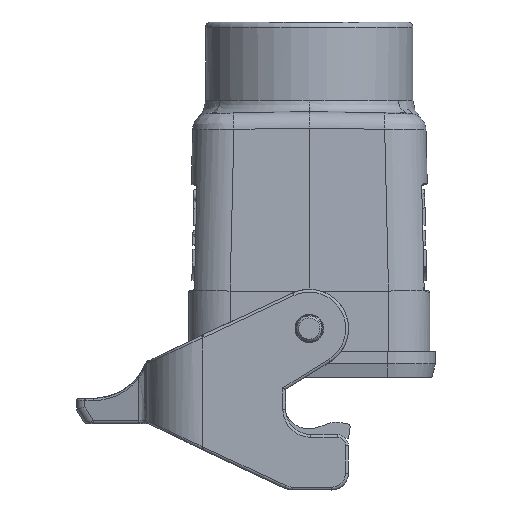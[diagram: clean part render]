
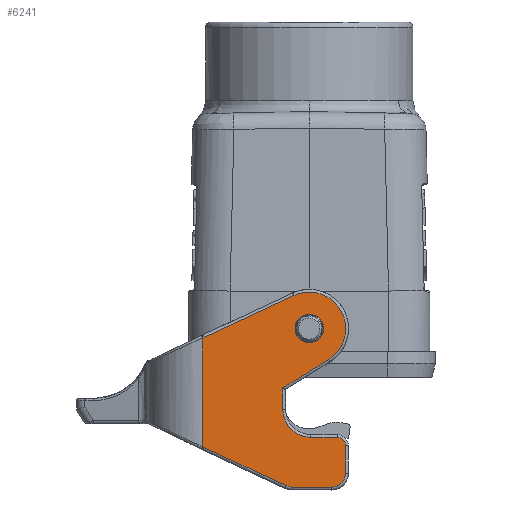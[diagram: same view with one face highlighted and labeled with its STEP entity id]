
A CAD part, left-side view. The second image highlights one B-rep face of the part: STEP entity #6241.
In plain terms, the highlighted planar face has unit normal (-1, 0, 0).
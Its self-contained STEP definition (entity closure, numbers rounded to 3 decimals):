
#5347=FACE_BOUND('',#8303,.T.);
#5348=FACE_BOUND('',#8304,.T.);
#5707=CIRCLE('',#23099,2.55);
#5755=CIRCLE('',#23353,5.);
#5760=CIRCLE('',#23362,1.5);
#5764=CIRCLE('',#23368,2.5);
#5768=CIRCLE('',#23374,2.5);
#5782=CIRCLE('',#23403,6.5);
#6241=ADVANCED_FACE('',(#5347,#5348),#6958,.T.);
#6958=PLANE('',#23404);
#8303=EDGE_LOOP('',(#10413));
#8304=EDGE_LOOP('',(#10414,#10415,#10416,#10417,#10418,#10419,#10420,#10421,
#10422,#10423,#10424,#10425,#10426,#10427,#10428));
#10413=ORIENTED_EDGE('',*,*,#14649,.T.);
#10414=ORIENTED_EDGE('',*,*,#15146,.T.);
#10415=ORIENTED_EDGE('',*,*,#15147,.T.);
#10416=ORIENTED_EDGE('',*,*,#15148,.T.);
#10417=ORIENTED_EDGE('',*,*,#15149,.T.);
#10418=ORIENTED_EDGE('',*,*,#15150,.T.);
#10419=ORIENTED_EDGE('',*,*,#15151,.T.);
#10420=ORIENTED_EDGE('',*,*,#15088,.T.);
#10421=ORIENTED_EDGE('',*,*,#15085,.T.);
#10422=ORIENTED_EDGE('',*,*,#15082,.T.);
#10423=ORIENTED_EDGE('',*,*,#15078,.T.);
#10424=ORIENTED_EDGE('',*,*,#15074,.T.);
#10425=ORIENTED_EDGE('',*,*,#15070,.T.);
#10426=ORIENTED_EDGE('',*,*,#15066,.T.);
#10427=ORIENTED_EDGE('',*,*,#15062,.T.);
#10428=ORIENTED_EDGE('',*,*,#15058,.T.);
#13219=VERTEX_POINT('',#30184);
#13500=VERTEX_POINT('',#31306);
#13501=VERTEX_POINT('',#31308);
#13503=VERTEX_POINT('',#31316);
#13505=VERTEX_POINT('',#31332);
#13507=VERTEX_POINT('',#31357);
#13509=VERTEX_POINT('',#31424);
#13511=VERTEX_POINT('',#31449);
#13512=VERTEX_POINT('',#31469);
#13513=VERTEX_POINT('',#31475);
#13514=VERTEX_POINT('',#31506);
#13546=VERTEX_POINT('',#32115);
#13547=VERTEX_POINT('',#32117);
#13548=VERTEX_POINT('',#32119);
#13549=VERTEX_POINT('',#32121);
#13550=VERTEX_POINT('',#32126);
#14649=EDGE_CURVE('',#13219,#13219,#5707,.T.);
#15058=EDGE_CURVE('',#13501,#13500,#5755,.T.);
#15062=EDGE_CURVE('',#13503,#13501,#18831,.T.);
#15066=EDGE_CURVE('',#13505,#13503,#5760,.T.);
#15070=EDGE_CURVE('',#13507,#13505,#18832,.T.);
#15074=EDGE_CURVE('',#13509,#13507,#5764,.T.);
#15078=EDGE_CURVE('',#13511,#13509,#18833,.T.);
#15082=EDGE_CURVE('',#13512,#13511,#5768,.T.);
#15085=EDGE_CURVE('',#13513,#13512,#18834,.T.);
#15088=EDGE_CURVE('',#13514,#13513,#16771,.T.);
#15146=EDGE_CURVE('',#13500,#13546,#18853,.T.);
#15147=EDGE_CURVE('',#13546,#13547,#18854,.T.);
#15148=EDGE_CURVE('',#13547,#13548,#5782,.T.);
#15149=EDGE_CURVE('',#13548,#13549,#18855,.T.);
#15150=EDGE_CURVE('',#13549,#13550,#16799,.T.);
#15151=EDGE_CURVE('',#13550,#13514,#18856,.T.);
#16771=B_SPLINE_CURVE_WITH_KNOTS('',3,(#31502,#31503,#31504,#31505),
 .UNSPECIFIED.,.F.,.F.,(4,4),(0.,1.),.UNSPECIFIED.);
#16799=B_SPLINE_CURVE_WITH_KNOTS('',3,(#32122,#32123,#32124,#32125),
 .UNSPECIFIED.,.F.,.F.,(4,4),(0.,1.),.UNSPECIFIED.);
#18831=LINE('',#31315,#20287);
#18832=LINE('',#31356,#20288);
#18833=LINE('',#31448,#20289);
#18834=LINE('',#31474,#20290);
#18853=LINE('',#32114,#20309);
#18854=LINE('',#32116,#20310);
#18855=LINE('',#32120,#20311);
#18856=LINE('',#32127,#20312);
#20287=VECTOR('',#25628,1.);
#20288=VECTOR('',#25641,1.);
#20289=VECTOR('',#25654,1.);
#20290=VECTOR('',#25671,1.);
#20309=VECTOR('',#25738,1.);
#20310=VECTOR('',#25739,1.);
#20311=VECTOR('',#25742,1.);
#20312=VECTOR('',#25743,1.);
#23099=AXIS2_PLACEMENT_3D('',#30183,#24868,#24869);
#23353=AXIS2_PLACEMENT_3D('',#31307,#25616,#25617);
#23362=AXIS2_PLACEMENT_3D('',#31331,#25635,#25636);
#23368=AXIS2_PLACEMENT_3D('',#31423,#25648,#25649);
#23374=AXIS2_PLACEMENT_3D('',#31468,#25661,#25662);
#23403=AXIS2_PLACEMENT_3D('',#32118,#25740,#25741);
#23404=AXIS2_PLACEMENT_3D('',#32128,#25744,#25745);
#24868=DIRECTION('',(1.,0.,0.));
#24869=DIRECTION('',(0.,-1.,-0.001));
#25616=DIRECTION('',(1.,0.,0.));
#25617=DIRECTION('',(0.,1.,0.001));
#25628=DIRECTION('',(0.,1.,0.001));
#25635=DIRECTION('',(-1.,0.,0.));
#25636=DIRECTION('',(0.,1.,0.001));
#25641=DIRECTION('',(0.,-0.001,1.));
#25648=DIRECTION('',(-1.,0.,0.));
#25649=DIRECTION('',(0.,1.,0.001));
#25654=DIRECTION('',(0.,-1.,-0.001));
#25661=DIRECTION('',(-1.,0.,0.));
#25662=DIRECTION('',(0.,1.,0.001));
#25671=DIRECTION('',(0.,-0.906,-0.424));
#25738=DIRECTION('',(0.,-0.001,1.));
#25739=DIRECTION('',(0.,-0.849,0.529));
#25740=DIRECTION('',(-1.,0.,0.));
#25741=DIRECTION('',(0.,-0.529,-0.849));
#25742=DIRECTION('',(0.,0.907,-0.421));
#25743=DIRECTION('',(0.,0.001,-1.));
#25744=DIRECTION('',(-1.,0.,0.));
#25745=DIRECTION('',(0.,-1.,-0.001));
#30183=CARTESIAN_POINT('',(-54.4,0.,-2.85));
#30184=CARTESIAN_POINT('',(-54.4,-2.55,-2.853));
#31306=CARTESIAN_POINT('',(-54.4,4.719,-17.244));
#31307=CARTESIAN_POINT('',(-54.4,-0.281,-17.25));
#31308=CARTESIAN_POINT('',(-54.4,-0.274,-22.25));
#31315=CARTESIAN_POINT('',(-54.4,20.026,-22.223));
#31316=CARTESIAN_POINT('',(-54.4,-4.974,-22.257));
#31331=CARTESIAN_POINT('',(-54.4,-4.972,-23.757));
#31332=CARTESIAN_POINT('',(-54.4,-6.472,-23.759));
#31356=CARTESIAN_POINT('',(-54.4,-6.46,-32.554));
#31357=CARTESIAN_POINT('',(-54.4,-6.466,-28.659));
#31423=CARTESIAN_POINT('',(-54.4,-3.966,-28.655));
#31424=CARTESIAN_POINT('',(-54.4,-3.962,-31.155));
#31448=CARTESIAN_POINT('',(-54.4,20.038,-31.123));
#31449=CARTESIAN_POINT('',(-54.4,3.067,-31.146));
#31468=CARTESIAN_POINT('',(-54.4,3.064,-28.646));
#31469=CARTESIAN_POINT('',(-54.4,4.124,-30.91));
#31474=CARTESIAN_POINT('',(-54.4,16.563,-25.089));
#31475=CARTESIAN_POINT('',(-54.4,18.817,-24.035));
#31502=CARTESIAN_POINT('',(-54.4,19.028,-23.932));
#31503=CARTESIAN_POINT('',(-54.4,18.958,-23.966));
#31504=CARTESIAN_POINT('',(-54.4,18.887,-24.));
#31505=CARTESIAN_POINT('',(-54.4,18.817,-24.035));
#31506=CARTESIAN_POINT('',(-54.4,19.028,-23.93));
#32114=CARTESIAN_POINT('',(-54.4,4.719,-17.244));
#32115=CARTESIAN_POINT('',(-54.4,4.714,-13.445));
#32116=CARTESIAN_POINT('',(-54.4,4.714,-13.445));
#32117=CARTESIAN_POINT('',(-54.4,-3.437,-8.367));
#32118=CARTESIAN_POINT('',(-54.4,0.,-2.85));
#32119=CARTESIAN_POINT('',(-54.4,2.739,3.045));
#32120=CARTESIAN_POINT('',(-54.4,2.739,3.045));
#32121=CARTESIAN_POINT('',(-54.4,18.783,-4.411));
#32122=CARTESIAN_POINT('',(-54.4,18.783,-4.411));
#32123=CARTESIAN_POINT('',(-54.4,18.856,-4.446));
#32124=CARTESIAN_POINT('',(-54.4,18.929,-4.482));
#32125=CARTESIAN_POINT('',(-54.4,19.002,-4.517));
#32126=CARTESIAN_POINT('',(-54.4,19.003,-4.519));
#32127=CARTESIAN_POINT('',(-54.4,19.002,-4.52));
#32128=CARTESIAN_POINT('',(-54.4,20.039,-32.518));
